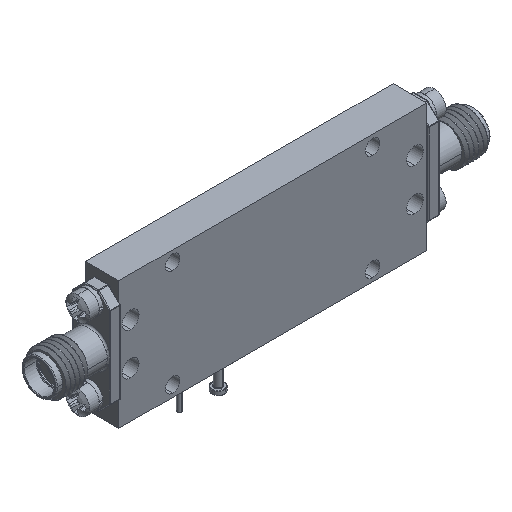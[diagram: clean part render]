
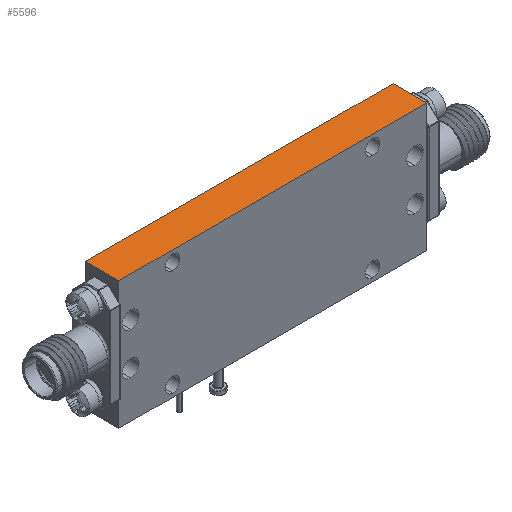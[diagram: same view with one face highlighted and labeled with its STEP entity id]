
A CAD part, isometric view. The second image highlights one B-rep face of the part: STEP entity #5596.
In plain terms, the highlighted planar face has unit normal (0, 0, 1).
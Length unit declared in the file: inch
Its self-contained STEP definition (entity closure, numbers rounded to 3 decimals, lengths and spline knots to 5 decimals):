
#1682 = CARTESIAN_POINT ( 'NONE',  ( 0.915, 0.2, 0.38 ) ) ;
#2989 = ORIENTED_EDGE ( 'NONE', *, *, #22234, .T. ) ;
#3205 = CARTESIAN_POINT ( 'NONE',  ( 0.915, 0., 0.38 ) ) ;
#3483 = ORIENTED_EDGE ( 'NONE', *, *, #36516, .T. ) ;
#4751 = PLANE ( 'NONE',  #31276 ) ;
#4942 = DIRECTION ( 'NONE',  ( 0., -1., 0. ) ) ;
#5044 = VERTEX_POINT ( 'NONE', #3205 ) ;
#5246 = VECTOR ( 'NONE', #37459, 39.37008 ) ;
#5596 = ADVANCED_FACE ( 'NONE', ( #36037 ), #4751, .F. ) ;
#5900 = CARTESIAN_POINT ( 'NONE',  ( -0.915, 0.2, 0.38 ) ) ;
#5915 = EDGE_CURVE ( 'NONE', #6000, #25222, #13330, .T. ) ;
#6000 = VERTEX_POINT ( 'NONE', #17355 ) ;
#6162 = CARTESIAN_POINT ( 'NONE',  ( -0.915, 0., 0.38 ) ) ;
#10941 = ORIENTED_EDGE ( 'NONE', *, *, #5915, .F. ) ;
#11042 = EDGE_LOOP ( 'NONE', ( #2989, #22764, #10941, #3483 ) ) ;
#12576 = CARTESIAN_POINT ( 'NONE',  ( 0.915, 0.2, 0.38 ) ) ;
#13330 = LINE ( 'NONE', #25665, #31924 ) ;
#13436 = VECTOR ( 'NONE', #32595, 39.37008 ) ;
#14628 = DIRECTION ( 'NONE',  ( 0., 0., -1. ) ) ;
#17355 = CARTESIAN_POINT ( 'NONE',  ( -0.915, 0.2, 0.38 ) ) ;
#18217 = DIRECTION ( 'NONE',  ( 0., -1., 0. ) ) ;
#18905 = VERTEX_POINT ( 'NONE', #21477 ) ;
#19697 = EDGE_CURVE ( 'NONE', #25222, #5044, #29356, .T. ) ;
#19888 = CARTESIAN_POINT ( 'NONE',  ( -0.915, 0.2, 0.38 ) ) ;
#21477 = CARTESIAN_POINT ( 'NONE',  ( -0.915, 0., 0.38 ) ) ;
#22234 = EDGE_CURVE ( 'NONE', #18905, #5044, #34416, .T. ) ;
#22764 = ORIENTED_EDGE ( 'NONE', *, *, #19697, .F. ) ;
#25222 = VERTEX_POINT ( 'NONE', #12576 ) ;
#25665 = CARTESIAN_POINT ( 'NONE',  ( -0.915, 0.2, 0.38 ) ) ;
#27704 = LINE ( 'NONE', #5900, #29718 ) ;
#29356 = LINE ( 'NONE', #1682, #13436 ) ;
#29718 = VECTOR ( 'NONE', #18217, 39.37008 ) ;
#31276 = AXIS2_PLACEMENT_3D ( 'NONE', #19888, #14628, #4942 ) ;
#31924 = VECTOR ( 'NONE', #37976, 39.37008 ) ;
#32595 = DIRECTION ( 'NONE',  ( 0., -1., 0. ) ) ;
#34416 = LINE ( 'NONE', #6162, #5246 ) ;
#36037 = FACE_OUTER_BOUND ( 'NONE', #11042, .T. ) ;
#36516 = EDGE_CURVE ( 'NONE', #6000, #18905, #27704, .T. ) ;
#37459 = DIRECTION ( 'NONE',  ( 1., 0., 0. ) ) ;
#37976 = DIRECTION ( 'NONE',  ( 1., 0., 0. ) ) ;
